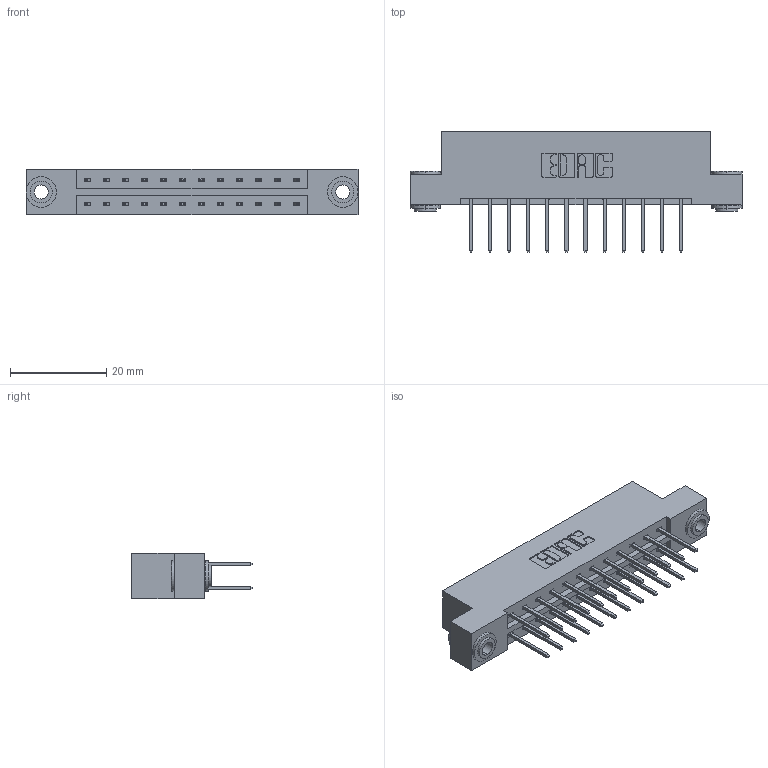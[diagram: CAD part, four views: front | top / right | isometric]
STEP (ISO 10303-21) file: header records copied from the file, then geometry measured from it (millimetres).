
FILE_DESCRIPTION (( 'STEP AP203' ), '1' );
FILE_NAME ('333-024-523-203.STEP', '2018-08-02T04:25:56', ( '' ), ( '' ), 'SwSTEP 2.0', 'SolidWorks 2016', '' );
FILE_SCHEMA (( 'CONFIG_CONTROL_DESIGN' ));
Length unit declared in the file: inch
Products named in the file (4): 333 Part_Flush - .156 Dia - TH; 345-292-001_345-293-123; 345-250-002_345-250-002-102; 333-024-523-203
Assembly tree (27 placements, depth 2):
  333-024-523-203
    333 Part_Flush - .156 Dia - TH
    345-292-001_345-293-123  x24
    345-250-002_345-250-002-102  x2
Bounding box: 69.09 x 25.15 x 9.4 mm (x, y, z)
Volume: 6841.5 mm3; surface area: 8219.7 mm2
Topology: 27 solids, 27 shells, 1400 faces, 4107 edges, 2702 vertices
Faces by surface type: plane 944, cylinder 448, cone 8
Entity records: 12268 total; most frequent: CARTESIAN_POINT 2045, ORIENTED_EDGE 1974, DIRECTION 1833, EDGE_CURVE 987, VECTOR 835, LINE 835, VERTEX_POINT 654, AXIS2_PLACEMENT_3D 499
